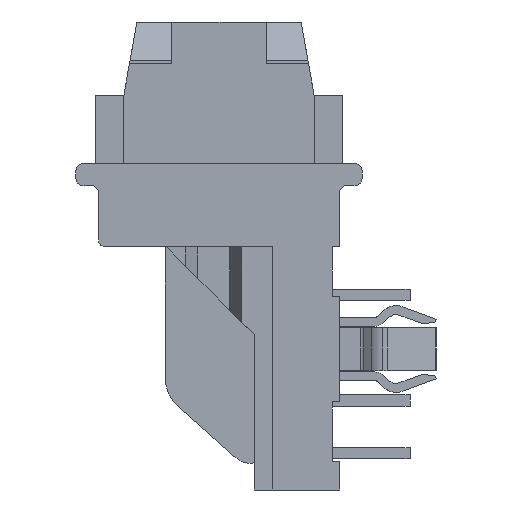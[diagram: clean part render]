
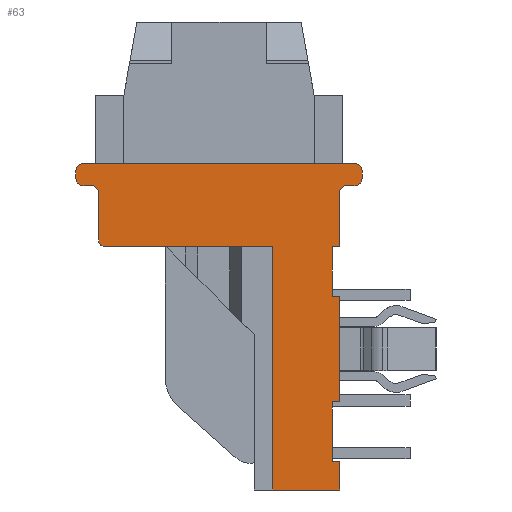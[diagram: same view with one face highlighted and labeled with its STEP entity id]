
A CAD part, left-side view. The second image highlights one B-rep face of the part: STEP entity #63.
In plain terms, the highlighted planar face has unit normal (-1, 0, 0).
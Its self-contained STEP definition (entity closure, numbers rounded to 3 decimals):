
#63=ADVANCED_FACE('',(#1037),#1038,.F.);
#1037=FACE_OUTER_BOUND('',#3103,.T.);
#1038=PLANE('',#3104);
#3103=EDGE_LOOP('',(#5254,#5255,#5256,#5257,#5258,#5259,#5260,#5261,#5262,#5263,#5264,#5265,#5266,#5267,#5268,#5269,#5270,#5271,#5272,#5273,#5274,#5275,#5276,#5277,#5278));
#3104=AXIS2_PLACEMENT_3D('',#5279,#5280,#5281);
#5254=ORIENTED_EDGE('',*,*,#12875,.T.);
#5255=ORIENTED_EDGE('',*,*,#12876,.T.);
#5256=ORIENTED_EDGE('',*,*,#12877,.F.);
#5257=ORIENTED_EDGE('',*,*,#12878,.F.);
#5258=ORIENTED_EDGE('',*,*,#12879,.F.);
#5259=ORIENTED_EDGE('',*,*,#12880,.F.);
#5260=ORIENTED_EDGE('',*,*,#12881,.F.);
#5261=ORIENTED_EDGE('',*,*,#12882,.F.);
#5262=ORIENTED_EDGE('',*,*,#12883,.F.);
#5263=ORIENTED_EDGE('',*,*,#12884,.F.);
#5264=ORIENTED_EDGE('',*,*,#12885,.F.);
#5265=ORIENTED_EDGE('',*,*,#12886,.F.);
#5266=ORIENTED_EDGE('',*,*,#12887,.F.);
#5267=ORIENTED_EDGE('',*,*,#12888,.F.);
#5268=ORIENTED_EDGE('',*,*,#12889,.F.);
#5269=ORIENTED_EDGE('',*,*,#12890,.F.);
#5270=ORIENTED_EDGE('',*,*,#12891,.T.);
#5271=ORIENTED_EDGE('',*,*,#12892,.T.);
#5272=ORIENTED_EDGE('',*,*,#12893,.F.);
#5273=ORIENTED_EDGE('',*,*,#12894,.F.);
#5274=ORIENTED_EDGE('',*,*,#12895,.T.);
#5275=ORIENTED_EDGE('',*,*,#12896,.T.);
#5276=ORIENTED_EDGE('',*,*,#12897,.T.);
#5277=ORIENTED_EDGE('',*,*,#12898,.F.);
#5278=ORIENTED_EDGE('',*,*,#12899,.T.);
#5279=CARTESIAN_POINT('',(-31.941,0.0,0.0));
#5280=DIRECTION('',(1.0,0.0,0.0));
#5281=DIRECTION('',(0.0,1.0,0.0));
#12875=EDGE_CURVE('',#15345,#15346,#15347,.T.);
#12876=EDGE_CURVE('',#15346,#15348,#15349,.T.);
#12877=EDGE_CURVE('',#15350,#15348,#15351,.T.);
#12878=EDGE_CURVE('',#15352,#15350,#15353,.T.);
#12879=EDGE_CURVE('',#15354,#15352,#15355,.T.);
#12880=EDGE_CURVE('',#15356,#15354,#15357,.T.);
#12881=EDGE_CURVE('',#15358,#15356,#15359,.T.);
#12882=EDGE_CURVE('',#15360,#15358,#15361,.T.);
#12883=EDGE_CURVE('',#15362,#15360,#15363,.T.);
#12884=EDGE_CURVE('',#15364,#15362,#15365,.T.);
#12885=EDGE_CURVE('',#15366,#15364,#15367,.T.);
#12886=EDGE_CURVE('',#15368,#15366,#15369,.T.);
#12887=EDGE_CURVE('',#15370,#15368,#15371,.T.);
#12888=EDGE_CURVE('',#15372,#15370,#15373,.T.);
#12889=EDGE_CURVE('',#15374,#15372,#15375,.T.);
#12890=EDGE_CURVE('',#15376,#15374,#15377,.T.);
#12891=EDGE_CURVE('',#15376,#15378,#15379,.T.);
#12892=EDGE_CURVE('',#15378,#15380,#15381,.T.);
#12893=EDGE_CURVE('',#15382,#15380,#15383,.T.);
#12894=EDGE_CURVE('',#15384,#15382,#15385,.T.);
#12895=EDGE_CURVE('',#15384,#15386,#15387,.T.);
#12896=EDGE_CURVE('',#15386,#15388,#15389,.T.);
#12897=EDGE_CURVE('',#15388,#15390,#15391,.T.);
#12898=EDGE_CURVE('',#15392,#15390,#15393,.T.);
#12899=EDGE_CURVE('',#15392,#15345,#15394,.T.);
#15345=VERTEX_POINT('',#19379);
#15346=VERTEX_POINT('',#19380);
#15347=LINE('',#19381,#19382);
#15348=VERTEX_POINT('',#19383);
#15349=LINE('',#19384,#19385);
#15350=VERTEX_POINT('',#19386);
#15351=LINE('',#19387,#19388);
#15352=VERTEX_POINT('',#19389);
#15353=CIRCLE('',#19390,0.254);
#15354=VERTEX_POINT('',#19391);
#15355=LINE('',#19392,#19393);
#15356=VERTEX_POINT('',#19394);
#15357=CIRCLE('',#19395,0.254);
#15358=VERTEX_POINT('',#19396);
#15359=LINE('',#19397,#19398);
#15360=VERTEX_POINT('',#19399);
#15361=CIRCLE('',#19400,0.254);
#15362=VERTEX_POINT('',#19401);
#15363=LINE('',#19402,#19403);
#15364=VERTEX_POINT('',#19404);
#15365=CIRCLE('',#19405,0.254);
#15366=VERTEX_POINT('',#19406);
#15367=LINE('',#19407,#19408);
#15368=VERTEX_POINT('',#19409);
#15369=CIRCLE('',#19410,0.254);
#15370=VERTEX_POINT('',#19411);
#15371=LINE('',#19412,#19413);
#15372=VERTEX_POINT('',#19414);
#15373=CIRCLE('',#19415,0.254);
#15374=VERTEX_POINT('',#19416);
#15375=LINE('',#19417,#19418);
#15376=VERTEX_POINT('',#19419);
#15377=CIRCLE('',#19420,0.254);
#15378=VERTEX_POINT('',#19421);
#15379=LINE('',#19422,#19423);
#15380=VERTEX_POINT('',#19424);
#15381=LINE('',#19425,#19426);
#15382=VERTEX_POINT('',#19427);
#15383=LINE('',#19428,#19429);
#15384=VERTEX_POINT('',#19430);
#15385=LINE('',#19431,#19432);
#15386=VERTEX_POINT('',#19433);
#15387=LINE('',#19434,#19435);
#15388=VERTEX_POINT('',#19436);
#15389=LINE('',#19437,#19438);
#15390=VERTEX_POINT('',#19439);
#15391=LINE('',#19440,#19441);
#15392=VERTEX_POINT('',#19442);
#15393=LINE('',#19443,#19444);
#15394=LINE('',#19445,#19446);
#19379=CARTESIAN_POINT('',(-31.941,-4.089,-9.779));
#19380=CARTESIAN_POINT('',(-31.941,-4.089,-8.001));
#19381=CARTESIAN_POINT('',(-31.941,-4.089,-9.779));
#19382=VECTOR('',#25599,1.778);
#19383=CARTESIAN_POINT('',(-31.941,-4.343,-8.001));
#19384=CARTESIAN_POINT('',(-31.941,-4.089,-8.001));
#19385=VECTOR('',#25600,0.254);
#19386=CARTESIAN_POINT('',(-31.941,-4.343,-6.045));
#19387=CARTESIAN_POINT('',(-31.941,-4.343,-6.045));
#19388=VECTOR('',#25601,1.956);
#19389=CARTESIAN_POINT('',(-31.941,-4.597,-5.791));
#19390=AXIS2_PLACEMENT_3D('',#25602,#25603,#25604);
#19391=CARTESIAN_POINT('',(-31.941,-4.902,-5.791));
#19392=CARTESIAN_POINT('',(-31.941,-4.902,-5.791));
#19393=VECTOR('',#25605,0.305);
#19394=CARTESIAN_POINT('',(-31.941,-5.156,-5.537));
#19395=AXIS2_PLACEMENT_3D('',#25606,#25607,#25608);
#19396=CARTESIAN_POINT('',(-31.941,-5.156,-5.258));
#19397=CARTESIAN_POINT('',(-31.941,-5.156,-5.258));
#19398=VECTOR('',#25609,0.279);
#19399=CARTESIAN_POINT('',(-31.941,-4.902,-5.004));
#19400=AXIS2_PLACEMENT_3D('',#25610,#25611,#25612);
#19401=CARTESIAN_POINT('',(-31.941,4.902,-5.004));
#19402=CARTESIAN_POINT('',(-31.941,4.902,-5.004));
#19403=VECTOR('',#25613,9.804);
#19404=CARTESIAN_POINT('',(-31.941,5.156,-5.258));
#19405=AXIS2_PLACEMENT_3D('',#25614,#25615,#25616);
#19406=CARTESIAN_POINT('',(-31.941,5.156,-5.537));
#19407=CARTESIAN_POINT('',(-31.941,5.156,-5.537));
#19408=VECTOR('',#25617,0.279);
#19409=CARTESIAN_POINT('',(-31.941,4.902,-5.791));
#19410=AXIS2_PLACEMENT_3D('',#25618,#25619,#25620);
#19411=CARTESIAN_POINT('',(-31.941,4.597,-5.791));
#19412=CARTESIAN_POINT('',(-31.941,4.597,-5.791));
#19413=VECTOR('',#25621,0.305);
#19414=CARTESIAN_POINT('',(-31.941,4.343,-6.045));
#19415=AXIS2_PLACEMENT_3D('',#25622,#25623,#25624);
#19416=CARTESIAN_POINT('',(-31.941,4.343,-7.747));
#19417=CARTESIAN_POINT('',(-31.941,4.343,-7.747));
#19418=VECTOR('',#25625,1.702);
#19419=CARTESIAN_POINT('',(-31.941,4.089,-8.001));
#19420=AXIS2_PLACEMENT_3D('',#25626,#25627,#25628);
#19421=CARTESIAN_POINT('',(-31.941,-1.93,-8.001));
#19422=CARTESIAN_POINT('',(-31.941,4.089,-8.001));
#19423=VECTOR('',#25629,6.02);
#19424=CARTESIAN_POINT('',(-31.941,-1.93,-16.764));
#19425=CARTESIAN_POINT('',(-31.941,-1.93,-8.001));
#19426=VECTOR('',#25630,8.763);
#19427=CARTESIAN_POINT('',(-31.941,-4.343,-16.764));
#19428=CARTESIAN_POINT('',(-31.941,-4.343,-16.764));
#19429=VECTOR('',#25631,2.413);
#19430=CARTESIAN_POINT('',(-31.941,-4.343,-15.748));
#19431=CARTESIAN_POINT('',(-31.941,-4.343,-15.748));
#19432=VECTOR('',#25632,1.016);
#19433=CARTESIAN_POINT('',(-31.941,-4.089,-15.748));
#19434=CARTESIAN_POINT('',(-31.941,-4.343,-15.748));
#19435=VECTOR('',#25633,0.254);
#19436=CARTESIAN_POINT('',(-31.941,-4.089,-13.589));
#19437=CARTESIAN_POINT('',(-31.941,-4.089,-15.748));
#19438=VECTOR('',#25634,2.159);
#19439=CARTESIAN_POINT('',(-31.941,-4.343,-13.589));
#19440=CARTESIAN_POINT('',(-31.941,-4.089,-13.589));
#19441=VECTOR('',#25635,0.254);
#19442=CARTESIAN_POINT('',(-31.941,-4.343,-9.779));
#19443=CARTESIAN_POINT('',(-31.941,-4.343,-9.779));
#19444=VECTOR('',#25636,3.81);
#19445=CARTESIAN_POINT('',(-31.941,-4.343,-9.779));
#19446=VECTOR('',#25637,0.254);
#25599=DIRECTION('',(0.0,0.0,1.0));
#25600=DIRECTION('',(0.0,-1.0,0.0));
#25601=DIRECTION('',(0.0,0.0,-1.0));
#25602=CARTESIAN_POINT('',(-31.941,-4.597,-6.045));
#25603=DIRECTION('',(-1.0,0.0,0.0));
#25604=DIRECTION('',(0.0,0.,1.0));
#25605=DIRECTION('',(0.0,1.0,0.0));
#25606=CARTESIAN_POINT('',(-31.941,-4.902,-5.537));
#25607=DIRECTION('',(1.0,0.0,0.0));
#25608=DIRECTION('',(0.0,-1.0,0.));
#25609=DIRECTION('',(0.0,0.0,-1.0));
#25610=CARTESIAN_POINT('',(-31.941,-4.902,-5.258));
#25611=DIRECTION('',(1.0,0.0,-0.0));
#25612=DIRECTION('',(0.0,0.,1.0));
#25613=DIRECTION('',(0.0,-1.0,0.0));
#25614=CARTESIAN_POINT('',(-31.941,4.902,-5.258));
#25615=DIRECTION('',(1.0,0.0,0.0));
#25616=DIRECTION('',(0.0,1.0,0.));
#25617=DIRECTION('',(0.0,0.0,1.0));
#25618=CARTESIAN_POINT('',(-31.941,4.902,-5.537));
#25619=DIRECTION('',(1.0,0.0,0.0));
#25620=DIRECTION('',(0.0,0.,-1.0));
#25621=DIRECTION('',(0.0,1.0,0.0));
#25622=CARTESIAN_POINT('',(-31.941,4.597,-6.045));
#25623=DIRECTION('',(-1.0,-0.0,0.0));
#25624=DIRECTION('',(0.0,-1.0,0.));
#25625=DIRECTION('',(0.0,0.0,1.0));
#25626=CARTESIAN_POINT('',(-31.941,4.089,-7.747));
#25627=DIRECTION('',(1.0,0.0,0.0));
#25628=DIRECTION('',(0.0,0.0,-1.0));
#25629=DIRECTION('',(0.0,-1.0,0.0));
#25630=DIRECTION('',(0.0,0.0,-1.0));
#25631=DIRECTION('',(0.0,1.0,0.0));
#25632=DIRECTION('',(0.0,0.0,-1.0));
#25633=DIRECTION('',(0.0,1.0,0.0));
#25634=DIRECTION('',(0.0,0.0,1.0));
#25635=DIRECTION('',(0.0,-1.0,0.0));
#25636=DIRECTION('',(0.0,0.0,-1.0));
#25637=DIRECTION('',(0.0,1.0,0.0));
